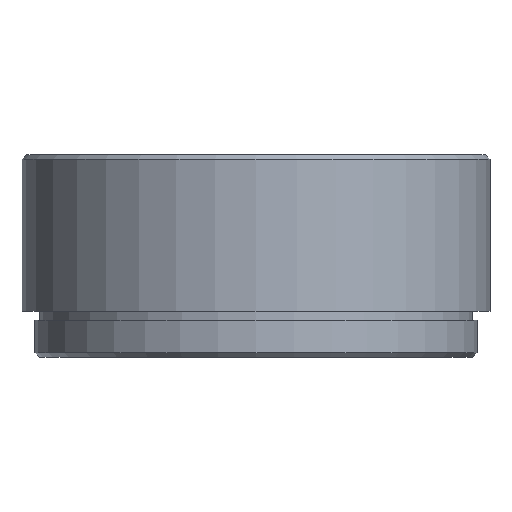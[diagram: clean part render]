
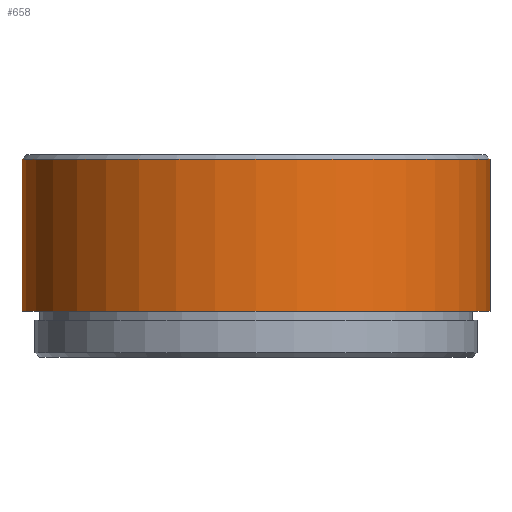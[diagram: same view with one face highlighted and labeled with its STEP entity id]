
A CAD part, front view. The second image highlights one B-rep face of the part: STEP entity #658.
In plain terms, the highlighted cylindrical face has radius 25.4 mm (diameter 50.8 mm), a partial arc.
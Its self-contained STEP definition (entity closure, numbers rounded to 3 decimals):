
#215 = DIRECTION ( 'NONE',  ( -1., 0., 0. ) ) ;
#236 = CARTESIAN_POINT ( 'NONE',  ( -25.4, 0., 5. ) ) ;
#339 = EDGE_CURVE ( 'NONE', #579, #1339, #978, .T. ) ;
#357 = DIRECTION ( 'NONE',  ( -1., 0., 0. ) ) ;
#381 = EDGE_CURVE ( 'NONE', #969, #1480, #687, .T. ) ;
#487 = CARTESIAN_POINT ( 'NONE',  ( 0., 0., 21.5 ) ) ;
#517 = AXIS2_PLACEMENT_3D ( 'NONE', #948, #1568, #215 ) ;
#579 = VERTEX_POINT ( 'NONE', #1078 ) ;
#641 = CYLINDRICAL_SURFACE ( 'NONE', #736, 25.4 ) ;
#658 = ADVANCED_FACE ( 'NONE', ( #1071 ), #641, .T. ) ;
#687 = LINE ( 'NONE', #696, #996 ) ;
#696 = CARTESIAN_POINT ( 'NONE',  ( 25.4, 0., 22. ) ) ;
#736 = AXIS2_PLACEMENT_3D ( 'NONE', #920, #1368, #357 ) ;
#787 = CARTESIAN_POINT ( 'NONE',  ( 25.4, 0., 5. ) ) ;
#861 = ORIENTED_EDGE ( 'NONE', *, *, #1839, .F. ) ;
#915 = DIRECTION ( 'NONE',  ( 1., 0., 0. ) ) ;
#920 = CARTESIAN_POINT ( 'NONE',  ( 0., 0., 22. ) ) ;
#948 = CARTESIAN_POINT ( 'NONE',  ( 0., 0., 5. ) ) ;
#969 = VERTEX_POINT ( 'NONE', #1362 ) ;
#978 = LINE ( 'NONE', #1576, #1821 ) ;
#996 = VECTOR ( 'NONE', #1280, 1000. ) ;
#1011 = EDGE_CURVE ( 'NONE', #969, #579, #1889, .T. ) ;
#1062 = AXIS2_PLACEMENT_3D ( 'NONE', #487, #1663, #915 ) ;
#1071 = FACE_OUTER_BOUND ( 'NONE', #1622, .T. ) ;
#1078 = CARTESIAN_POINT ( 'NONE',  ( -25.4, 0., 21.5 ) ) ;
#1116 = ORIENTED_EDGE ( 'NONE', *, *, #381, .F. ) ;
#1118 = ORIENTED_EDGE ( 'NONE', *, *, #1011, .T. ) ;
#1280 = DIRECTION ( 'NONE',  ( 0., 0., -1. ) ) ;
#1339 = VERTEX_POINT ( 'NONE', #236 ) ;
#1362 = CARTESIAN_POINT ( 'NONE',  ( 25.4, 0., 21.5 ) ) ;
#1368 = DIRECTION ( 'NONE',  ( 0., 0., -1. ) ) ;
#1435 = ORIENTED_EDGE ( 'NONE', *, *, #339, .T. ) ;
#1480 = VERTEX_POINT ( 'NONE', #787 ) ;
#1568 = DIRECTION ( 'NONE',  ( 0., 0., -1. ) ) ;
#1576 = CARTESIAN_POINT ( 'NONE',  ( -25.4, 0., 22. ) ) ;
#1622 = EDGE_LOOP ( 'NONE', ( #1116, #1118, #1435, #861 ) ) ;
#1663 = DIRECTION ( 'NONE',  ( 0., 0., -1. ) ) ;
#1718 = CIRCLE ( 'NONE', #517, 25.4 ) ;
#1736 = DIRECTION ( 'NONE',  ( 0., 0., -1. ) ) ;
#1821 = VECTOR ( 'NONE', #1736, 1000. ) ;
#1839 = EDGE_CURVE ( 'NONE', #1480, #1339, #1718, .T. ) ;
#1889 = CIRCLE ( 'NONE', #1062, 25.4 ) ;
